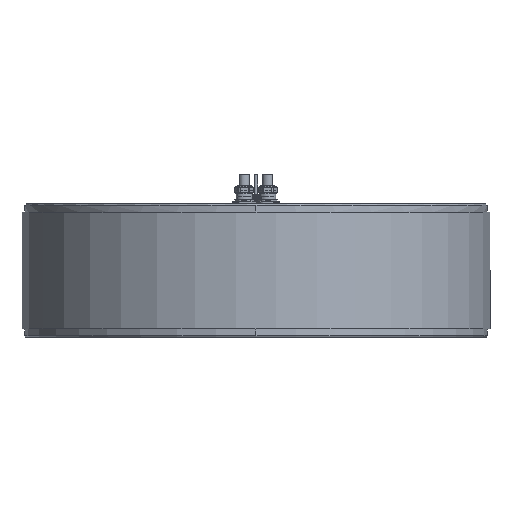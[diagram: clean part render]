
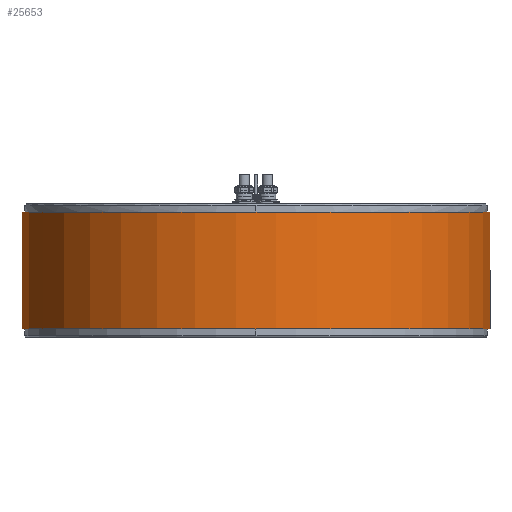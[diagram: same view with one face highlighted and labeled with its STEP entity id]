
A CAD part, front view. The second image highlights one B-rep face of the part: STEP entity #25653.
In plain terms, the highlighted cylindrical face has radius 403.5 mm (diameter 807 mm), a partial arc.
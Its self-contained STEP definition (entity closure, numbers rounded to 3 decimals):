
#7314=CARTESIAN_POINT('',(0.,0.,-14.6));
#7315=DIRECTION('',(0.,0.,1.));
#7316=DIRECTION('',(-0.086,0.996,0.));
#7317=AXIS2_PLACEMENT_3D('',#7314,#7315,#7316);
#7319=DIRECTION('',(0.,0.,1.));
#7320=VECTOR('',#7319,200.8);
#7321=CARTESIAN_POINT('',(34.5,402.022,-215.4));
#7322=LINE('',#7321,#7320);
#7323=CARTESIAN_POINT('',(0.,0.,-215.4));
#7324=DIRECTION('',(0.,0.,-1.));
#7325=DIRECTION('',(0.086,0.996,0.));
#7326=AXIS2_PLACEMENT_3D('',#7323,#7324,#7325);
#7328=DIRECTION('',(0.,0.,1.));
#7329=VECTOR('',#7328,200.8);
#7330=CARTESIAN_POINT('',(-34.5,402.022,-215.4));
#7331=LINE('',#7330,#7329);
#11602=CARTESIAN_POINT('',(-34.5,402.022,-215.4));
#11603=CARTESIAN_POINT('',(34.5,402.022,-215.4));
#11604=VERTEX_POINT('',#11602);
#11605=VERTEX_POINT('',#11603);
#11606=CARTESIAN_POINT('',(-34.5,402.022,-14.6));
#11607=CARTESIAN_POINT('',(34.5,402.022,-14.6));
#11608=VERTEX_POINT('',#11606);
#11609=VERTEX_POINT('',#11607);
#25642=CARTESIAN_POINT('',(0.,0.,-4.56));
#25643=DIRECTION('',(0.,0.,-1.));
#25644=DIRECTION('',(1.,0.,0.));
#25645=AXIS2_PLACEMENT_3D('',#25642,#25643,#25644);
#25646=CYLINDRICAL_SURFACE('',#25645,403.5);
#25647=ORIENTED_EDGE('',*,*,#25591,.T.);
#25648=ORIENTED_EDGE('',*,*,#25607,.F.);
#25649=ORIENTED_EDGE('',*,*,#25631,.T.);
#25650=ORIENTED_EDGE('',*,*,#25610,.T.);
#25651=EDGE_LOOP('',(#25647,#25648,#25649,#25650));
#25652=FACE_OUTER_BOUND('',#25651,.F.);
#25653=ADVANCED_FACE('',(#25652),#25646,.T.);
#7318=CIRCLE('',#7317,403.5);
#7327=CIRCLE('',#7326,403.5);
#25591=EDGE_CURVE('',#11608,#11609,#7318,.T.);
#25607=EDGE_CURVE('',#11605,#11609,#7322,.T.);
#25610=EDGE_CURVE('',#11604,#11608,#7331,.T.);
#25631=EDGE_CURVE('',#11605,#11604,#7327,.T.);
